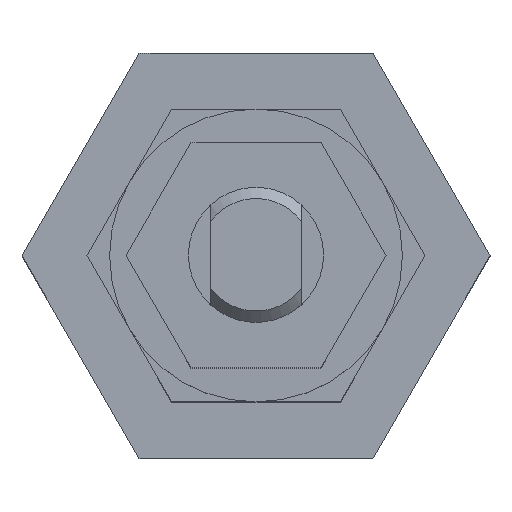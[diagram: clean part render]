
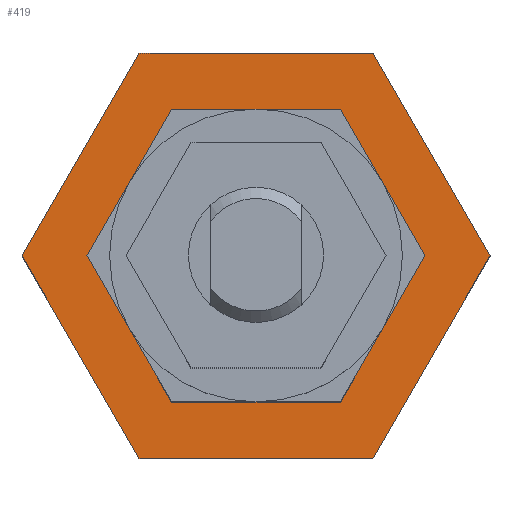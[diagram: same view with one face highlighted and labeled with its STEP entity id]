
A CAD part, top view. The second image highlights one B-rep face of the part: STEP entity #419.
In plain terms, the highlighted planar face has unit normal (0, 0, 1).
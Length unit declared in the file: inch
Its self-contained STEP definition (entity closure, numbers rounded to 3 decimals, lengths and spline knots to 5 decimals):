
#137=CARTESIAN_POINT('',(0.6875,0.,-1.125));
#138=VERTEX_POINT('',#137);
#147=CARTESIAN_POINT('',(-0.6875,0.,-1.125));
#148=VERTEX_POINT('',#147);
#149=CARTESIAN_POINT('',(0.0,0.0,-1.125));
#150=DIRECTION('',(0.0,0.0,-1.0));
#151=DIRECTION('',(1.0,0.0,0.0));
#152=AXIS2_PLACEMENT_3D('',#149,#150,#151);
#153=CIRCLE('',#152,0.6875);
#154=EDGE_CURVE('',#148,#138,#153,.T.);
#188=CARTESIAN_POINT('',(0.0,0.0,-1.125));
#189=DIRECTION('',(0.0,0.0,-1.0));
#190=DIRECTION('',(1.0,0.0,0.0));
#191=AXIS2_PLACEMENT_3D('',#188,#189,#190);
#192=CIRCLE('',#191,0.6875);
#193=EDGE_CURVE('',#138,#148,#192,.T.);
#203=CARTESIAN_POINT('',(-0.64952,1.125,-1.125));
#204=VERTEX_POINT('',#203);
#205=CARTESIAN_POINT('',(0.64952,1.125,-1.125));
#206=VERTEX_POINT('',#205);
#207=CARTESIAN_POINT('',(-0.64952,1.125,-1.125));
#208=DIRECTION('',(1.0,0.0,0.0));
#209=VECTOR('',#208,1.29904);
#210=LINE('',#207,#209);
#211=EDGE_CURVE('',#204,#206,#210,.T.);
#243=CARTESIAN_POINT('',(1.29904,0.,-1.125));
#244=VERTEX_POINT('',#243);
#245=CARTESIAN_POINT('',(0.64952,1.125,-1.125));
#246=DIRECTION('',(0.5,-0.866,0.0));
#247=VECTOR('',#246,1.29904);
#248=LINE('',#245,#247);
#249=EDGE_CURVE('',#206,#244,#248,.T.);
#274=CARTESIAN_POINT('',(0.64952,-1.125,-1.125));
#275=VERTEX_POINT('',#274);
#276=CARTESIAN_POINT('',(1.29904,0.,-1.125));
#277=DIRECTION('',(-0.5,-0.866,0.0));
#278=VECTOR('',#277,1.29904);
#279=LINE('',#276,#278);
#280=EDGE_CURVE('',#244,#275,#279,.T.);
#305=CARTESIAN_POINT('',(-0.64952,-1.125,-1.125));
#306=VERTEX_POINT('',#305);
#307=CARTESIAN_POINT('',(0.64952,-1.125,-1.125));
#308=DIRECTION('',(-1.0,0.0,0.0));
#309=VECTOR('',#308,1.29904);
#310=LINE('',#307,#309);
#311=EDGE_CURVE('',#275,#306,#310,.T.);
#336=CARTESIAN_POINT('',(-1.29904,0.0,-1.125));
#337=VERTEX_POINT('',#336);
#338=CARTESIAN_POINT('',(-0.64952,-1.125,-1.125));
#339=DIRECTION('',(-0.5,0.866,0.0));
#340=VECTOR('',#339,1.29904);
#341=LINE('',#338,#340);
#342=EDGE_CURVE('',#306,#337,#341,.T.);
#367=CARTESIAN_POINT('',(-1.29904,0.0,-1.125));
#368=DIRECTION('',(0.5,0.866,0.0));
#369=VECTOR('',#368,1.29904);
#370=LINE('',#367,#369);
#371=EDGE_CURVE('',#337,#204,#370,.T.);
#402=CARTESIAN_POINT('',(-0.64952,1.125,-1.125));
#403=DIRECTION('',(0.0,0.0,-1.0));
#404=DIRECTION('',(-1.0,0.0,0.0));
#405=AXIS2_PLACEMENT_3D('',#402,#403,#404);
#406=PLANE('',#405);
#407=ORIENTED_EDGE('',*,*,#211,.F.);
#408=ORIENTED_EDGE('',*,*,#371,.F.);
#409=ORIENTED_EDGE('',*,*,#342,.F.);
#410=ORIENTED_EDGE('',*,*,#311,.F.);
#411=ORIENTED_EDGE('',*,*,#280,.F.);
#412=ORIENTED_EDGE('',*,*,#249,.F.);
#413=EDGE_LOOP('',(#407,#408,#409,#410,#411,#412));
#414=FACE_OUTER_BOUND('',#413,.T.);
#415=ORIENTED_EDGE('',*,*,#154,.T.);
#416=ORIENTED_EDGE('',*,*,#193,.T.);
#417=EDGE_LOOP('',(#415,#416));
#418=FACE_BOUND('',#417,.T.);
#419=ADVANCED_FACE('',(#414,#418),#406,.F.);
